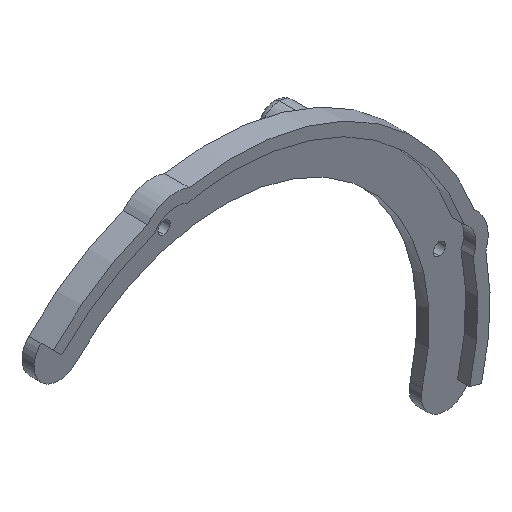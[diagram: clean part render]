
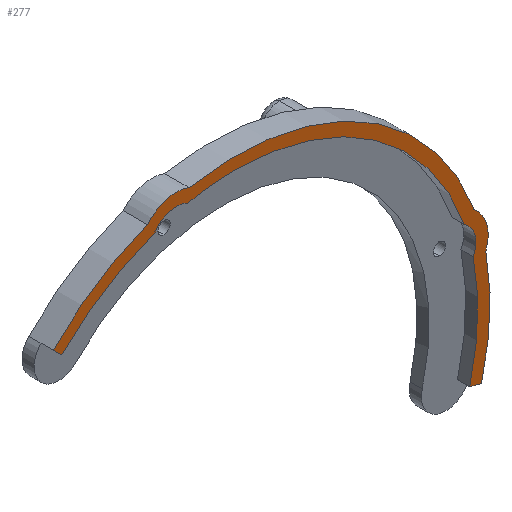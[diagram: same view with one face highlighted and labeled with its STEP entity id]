
A CAD part, isometric view. The second image highlights one B-rep face of the part: STEP entity #277.
In plain terms, the highlighted planar face has unit normal (0, -1, 0).
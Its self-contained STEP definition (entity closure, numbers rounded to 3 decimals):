
#11 = DIRECTION ( 'NONE',  ( 0., -1., 0. ) ) ;
#13 = CARTESIAN_POINT ( 'NONE',  ( 88.034, -0.5, 27.462 ) ) ;
#27 = VERTEX_POINT ( 'NONE', #1195 ) ;
#28 = VERTEX_POINT ( 'NONE', #446 ) ;
#36 = AXIS2_PLACEMENT_3D ( 'NONE', #625, #164, #925 ) ;
#61 = CIRCLE ( 'NONE', #468, 39.75 ) ;
#83 = DIRECTION ( 'NONE',  ( 1., 0., 0. ) ) ;
#106 = CARTESIAN_POINT ( 'NONE',  ( 41.974, -0.5, 78.79 ) ) ;
#121 = CIRCLE ( 'NONE', #792, 39.75 ) ;
#128 = CARTESIAN_POINT ( 'NONE',  ( 36.436, -0.5, 75.243 ) ) ;
#133 = VERTEX_POINT ( 'NONE', #286 ) ;
#135 = DIRECTION ( 'NONE',  ( 1., 0., 0. ) ) ;
#142 = VERTEX_POINT ( 'NONE', #937 ) ;
#146 = EDGE_CURVE ( 'NONE', #986, #930, #61, .T. ) ;
#152 = ORIENTED_EDGE ( 'NONE', *, *, #1147, .T. ) ;
#155 = CIRCLE ( 'NONE', #1062, 6. ) ;
#164 = DIRECTION ( 'NONE',  ( 0., -1., 0. ) ) ;
#191 = ORIENTED_EDGE ( 'NONE', *, *, #440, .F. ) ;
#195 = FACE_OUTER_BOUND ( 'NONE', #703, .T. ) ;
#202 = CARTESIAN_POINT ( 'NONE',  ( 49.639, -0.5, 37.75 ) ) ;
#206 = PLANE ( 'NONE',  #972 ) ;
#207 = CARTESIAN_POINT ( 'NONE',  ( 89.966, -0.5, 26.944 ) ) ;
#218 = AXIS2_PLACEMENT_3D ( 'NONE', #717, #545, #923 ) ;
#219 = EDGE_CURVE ( 'NONE', #27, #826, #560, .T. ) ;
#224 = ORIENTED_EDGE ( 'NONE', *, *, #851, .T. ) ;
#232 = EDGE_CURVE ( 'NONE', #996, #142, #388, .T. ) ;
#234 = AXIS2_PLACEMENT_3D ( 'NONE', #1124, #383, #297 ) ;
#254 = AXIS2_PLACEMENT_3D ( 'NONE', #824, #525, #1214 ) ;
#266 = DIRECTION ( 'NONE',  ( -0.718, 0., 0.696 ) ) ;
#271 = ORIENTED_EDGE ( 'NONE', *, *, #219, .T. ) ;
#277 = ADVANCED_FACE ( 'NONE', ( #195 ), #206, .T. ) ;
#283 = CARTESIAN_POINT ( 'NONE',  ( 89.966, -0.5, 26.944 ) ) ;
#286 = CARTESIAN_POINT ( 'NONE',  ( 41.738, -0.5, 76.707 ) ) ;
#287 = CARTESIAN_POINT ( 'NONE',  ( 87.132, -0.5, 50.953 ) ) ;
#294 = CARTESIAN_POINT ( 'NONE',  ( 19.675, -0.5, 66.823 ) ) ;
#297 = DIRECTION ( 'NONE',  ( 0., 0., -1. ) ) ;
#301 = CIRCLE ( 'NONE', #254, 41.75 ) ;
#309 = CIRCLE ( 'NONE', #218, 41.75 ) ;
#315 = ORIENTED_EDGE ( 'NONE', *, *, #1181, .T. ) ;
#320 = ORIENTED_EDGE ( 'NONE', *, *, #840, .F. ) ;
#338 = LINE ( 'NONE', #700, #1092 ) ;
#367 = AXIS2_PLACEMENT_3D ( 'NONE', #202, #1141, #848 ) ;
#383 = DIRECTION ( 'NONE',  ( 0., -1., 0. ) ) ;
#388 = CIRCLE ( 'NONE', #367, 39.75 ) ;
#399 = CIRCLE ( 'NONE', #36, 41.75 ) ;
#418 = ORIENTED_EDGE ( 'NONE', *, *, #928, .F. ) ;
#423 = EDGE_CURVE ( 'NONE', #142, #133, #121, .T. ) ;
#440 = EDGE_CURVE ( 'NONE', #1053, #707, #449, .T. ) ;
#446 = CARTESIAN_POINT ( 'NONE',  ( 35.165, -0.5, 76.911 ) ) ;
#449 = CIRCLE ( 'NONE', #1047, 39.75 ) ;
#468 = AXIS2_PLACEMENT_3D ( 'NONE', #943, #839, #548 ) ;
#473 = DIRECTION ( 'NONE',  ( 1., 0., 0. ) ) ;
#475 = CARTESIAN_POINT ( 'NONE',  ( 39.86, -0.5, 77.175 ) ) ;
#509 = EDGE_CURVE ( 'NONE', #707, #879, #338, .T. ) ;
#521 = AXIS2_PLACEMENT_3D ( 'NONE', #1096, #624, #83 ) ;
#525 = DIRECTION ( 'NONE',  ( 0., -1., 0. ) ) ;
#536 = CARTESIAN_POINT ( 'NONE',  ( 88.799, -0.5, 52.224 ) ) ;
#545 = DIRECTION ( 'NONE',  ( 0., -1., 0. ) ) ;
#547 = CARTESIAN_POINT ( 'NONE',  ( 39.86, -0.5, 73.175 ) ) ;
#548 = DIRECTION ( 'NONE',  ( 1., 0., 0. ) ) ;
#550 = LINE ( 'NONE', #207, #993 ) ;
#560 = CIRCLE ( 'NONE', #234, 6. ) ;
#591 = CIRCLE ( 'NONE', #829, 4. ) ;
#595 = EDGE_CURVE ( 'NONE', #133, #922, #897, .T. ) ;
#623 = ORIENTED_EDGE ( 'NONE', *, *, #146, .F. ) ;
#624 = DIRECTION ( 'NONE',  ( 0., -1., 0. ) ) ;
#625 = CARTESIAN_POINT ( 'NONE',  ( 49.639, -0.5, 37.75 ) ) ;
#642 = DIRECTION ( 'NONE',  ( -0.966, 0., 0.259 ) ) ;
#671 = AXIS2_PLACEMENT_3D ( 'NONE', #945, #1160, #135 ) ;
#673 = CARTESIAN_POINT ( 'NONE',  ( 49.639, -0.5, 37.75 ) ) ;
#682 = DIRECTION ( 'NONE',  ( 1., 0., 0. ) ) ;
#700 = CARTESIAN_POINT ( 'NONE',  ( 21.111, -0.5, 65.431 ) ) ;
#703 = EDGE_LOOP ( 'NONE', ( #224, #1014, #191, #1186, #1063, #820, #775, #320, #623, #418, #315, #271, #152, #876 ) ) ;
#707 = VERTEX_POINT ( 'NONE', #880 ) ;
#713 = DIRECTION ( 'NONE',  ( 1., 0., 0. ) ) ;
#717 = CARTESIAN_POINT ( 'NONE',  ( 49.639, -0.5, 37.75 ) ) ;
#729 = CIRCLE ( 'NONE', #521, 4. ) ;
#763 = DIRECTION ( 'NONE',  ( 0., -1., 0. ) ) ;
#775 = ORIENTED_EDGE ( 'NONE', *, *, #232, .F. ) ;
#792 = AXIS2_PLACEMENT_3D ( 'NONE', #896, #763, #682 ) ;
#803 = DIRECTION ( 'NONE',  ( 0., -1., 0. ) ) ;
#820 = ORIENTED_EDGE ( 'NONE', *, *, #423, .F. ) ;
#824 = CARTESIAN_POINT ( 'NONE',  ( 49.639, -0.5, 37.75 ) ) ;
#826 = VERTEX_POINT ( 'NONE', #536 ) ;
#829 = AXIS2_PLACEMENT_3D ( 'NONE', #547, #803, #713 ) ;
#839 = DIRECTION ( 'NONE',  ( 0., -1., 0. ) ) ;
#840 = EDGE_CURVE ( 'NONE', #930, #996, #729, .T. ) ;
#848 = DIRECTION ( 'NONE',  ( 1., 0., 0. ) ) ;
#851 = EDGE_CURVE ( 'NONE', #28, #879, #309, .T. ) ;
#863 = CARTESIAN_POINT ( 'NONE',  ( 39.86, -0.5, 73.175 ) ) ;
#876 = ORIENTED_EDGE ( 'NONE', *, *, #1054, .T. ) ;
#879 = VERTEX_POINT ( 'NONE', #294 ) ;
#880 = CARTESIAN_POINT ( 'NONE',  ( 21.111, -0.5, 65.431 ) ) ;
#885 = VERTEX_POINT ( 'NONE', #106 ) ;
#896 = CARTESIAN_POINT ( 'NONE',  ( 49.639, -0.5, 37.75 ) ) ;
#897 = CIRCLE ( 'NONE', #671, 4. ) ;
#909 = DIRECTION ( 'NONE',  ( 0., -1., 0. ) ) ;
#910 = VERTEX_POINT ( 'NONE', #283 ) ;
#922 = VERTEX_POINT ( 'NONE', #475 ) ;
#923 = DIRECTION ( 'NONE',  ( 0., 0., -1. ) ) ;
#925 = DIRECTION ( 'NONE',  ( 0., 0., -1. ) ) ;
#928 = EDGE_CURVE ( 'NONE', #910, #986, #550, .T. ) ;
#930 = VERTEX_POINT ( 'NONE', #1023 ) ;
#935 = CARTESIAN_POINT ( 'NONE',  ( 49.639, -0.5, 37.75 ) ) ;
#937 = CARTESIAN_POINT ( 'NONE',  ( 49.639, -0.5, 77.5 ) ) ;
#943 = CARTESIAN_POINT ( 'NONE',  ( 49.639, -0.5, 37.75 ) ) ;
#945 = CARTESIAN_POINT ( 'NONE',  ( 39.86, -0.5, 73.175 ) ) ;
#964 = DIRECTION ( 'NONE',  ( 1., 0., 0. ) ) ;
#972 = AXIS2_PLACEMENT_3D ( 'NONE', #935, #11, #473 ) ;
#986 = VERTEX_POINT ( 'NONE', #13 ) ;
#993 = VECTOR ( 'NONE', #642, 1000. ) ;
#996 = VERTEX_POINT ( 'NONE', #287 ) ;
#1014 = ORIENTED_EDGE ( 'NONE', *, *, #509, .F. ) ;
#1023 = CARTESIAN_POINT ( 'NONE',  ( 88.596, -0.5, 45.651 ) ) ;
#1047 = AXIS2_PLACEMENT_3D ( 'NONE', #673, #1174, #964 ) ;
#1053 = VERTEX_POINT ( 'NONE', #128 ) ;
#1054 = EDGE_CURVE ( 'NONE', #885, #28, #155, .T. ) ;
#1062 = AXIS2_PLACEMENT_3D ( 'NONE', #863, #909, #1123 ) ;
#1063 = ORIENTED_EDGE ( 'NONE', *, *, #595, .F. ) ;
#1092 = VECTOR ( 'NONE', #266, 1000. ) ;
#1096 = CARTESIAN_POINT ( 'NONE',  ( 85.064, -0.5, 47.529 ) ) ;
#1123 = DIRECTION ( 'NONE',  ( 0., 0., -1. ) ) ;
#1124 = CARTESIAN_POINT ( 'NONE',  ( 85.064, -0.5, 47.529 ) ) ;
#1131 = EDGE_CURVE ( 'NONE', #922, #1053, #591, .T. ) ;
#1141 = DIRECTION ( 'NONE',  ( 0., -1., 0. ) ) ;
#1147 = EDGE_CURVE ( 'NONE', #826, #885, #399, .T. ) ;
#1160 = DIRECTION ( 'NONE',  ( 0., -1., 0. ) ) ;
#1174 = DIRECTION ( 'NONE',  ( 0., -1., 0. ) ) ;
#1181 = EDGE_CURVE ( 'NONE', #910, #27, #301, .T. ) ;
#1186 = ORIENTED_EDGE ( 'NONE', *, *, #1131, .F. ) ;
#1195 = CARTESIAN_POINT ( 'NONE',  ( 90.679, -0.5, 45.415 ) ) ;
#1214 = DIRECTION ( 'NONE',  ( 0., 0., -1. ) ) ;
